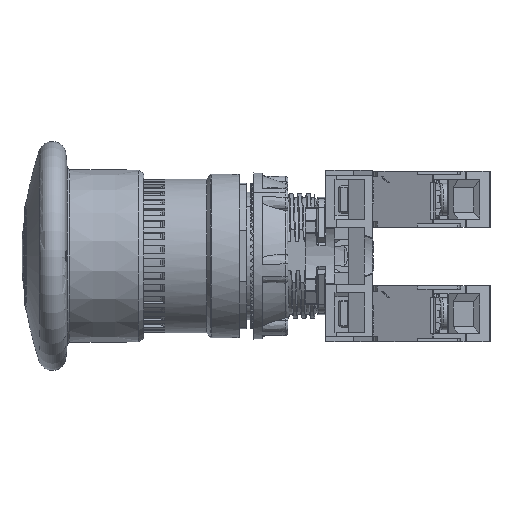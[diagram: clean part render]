
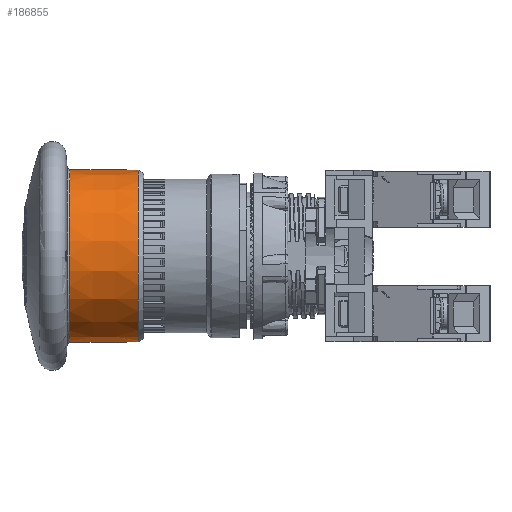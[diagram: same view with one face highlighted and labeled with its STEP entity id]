
A CAD part, left-side view. The second image highlights one B-rep face of the part: STEP entity #186855.
In plain terms, the highlighted conical face has half-angle 0.428 degrees and reference radius 15.052 mm.
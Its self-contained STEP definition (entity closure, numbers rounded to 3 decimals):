
#162054=CARTESIAN_POINT('',(0.,36.45,0.));
#162055=DIRECTION('',(0.,-1.,0.));
#162056=DIRECTION('',(-1.,0.,0.));
#162057=AXIS2_PLACEMENT_3D('',#162054,#162055,#162056);
#162059=DIRECTION('',(-0.007,-1.,
0.));
#162060=VECTOR('',#162059,11.931);
#162061=CARTESIAN_POINT('',(15.097,48.381,
0.));
#162062=LINE('',#162061,#162060);
#162063=CARTESIAN_POINT('',(0.,48.381,0.));
#162064=DIRECTION('',(0.,1.,0.));
#162065=DIRECTION('',(1.,0.,0.));
#162066=AXIS2_PLACEMENT_3D('',#162063,#162064,#162065);
#162068=DIRECTION('',(0.007,-1.,0.));
#162069=VECTOR('',#162068,11.931);
#162070=CARTESIAN_POINT('',(-15.097,48.381,
0.));
#162071=LINE('',#162070,#162069);
#174224=CARTESIAN_POINT('',(15.007,36.45,0.));
#174225=CARTESIAN_POINT('',(-15.007,36.45,0.));
#174226=VERTEX_POINT('',#174224);
#174227=VERTEX_POINT('',#174225);
#174232=CARTESIAN_POINT('',(15.097,48.381,0.));
#174233=CARTESIAN_POINT('',(-15.097,48.381,0.));
#174234=VERTEX_POINT('',#174232);
#174235=VERTEX_POINT('',#174233);
#186842=CARTESIAN_POINT('',(0.,42.415,0.));
#186843=DIRECTION('',(0.,1.,0.));
#186844=DIRECTION('',(-1.,0.,0.));
#186845=AXIS2_PLACEMENT_3D('',#186842,#186843,#186844);
#186846=CONICAL_SURFACE('',#186845,15.052,0.428);
#186848=ORIENTED_EDGE('',*,*,#186847,.T.);
#186849=ORIENTED_EDGE('',*,*,#186830,.F.);
#186851=ORIENTED_EDGE('',*,*,#186850,.T.);
#186852=ORIENTED_EDGE('',*,*,#186826,.T.);
#186853=EDGE_LOOP('',(#186848,#186849,#186851,#186852));
#186854=FACE_OUTER_BOUND('',#186853,.F.);
#162058=CIRCLE('',#162057,15.007);
#162067=CIRCLE('',#162066,15.097);
#186826=EDGE_CURVE('',#174235,#174227,#162071,.T.);
#186830=EDGE_CURVE('',#174234,#174226,#162062,.T.);
#186847=EDGE_CURVE('',#174227,#174226,#162058,.T.);
#186850=EDGE_CURVE('',#174234,#174235,#162067,.T.);
#186855=ADVANCED_FACE('',(#186854),#186846,.T.);
